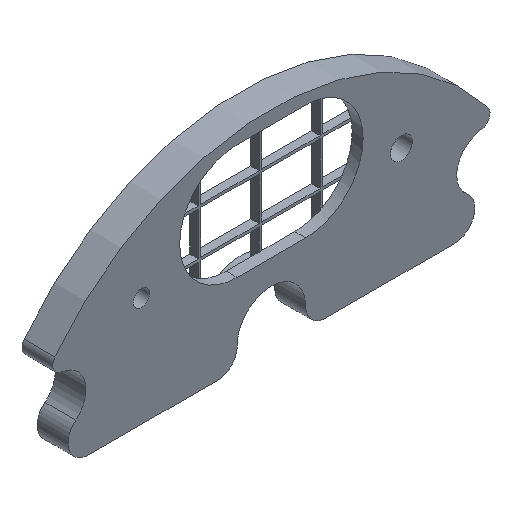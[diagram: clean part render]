
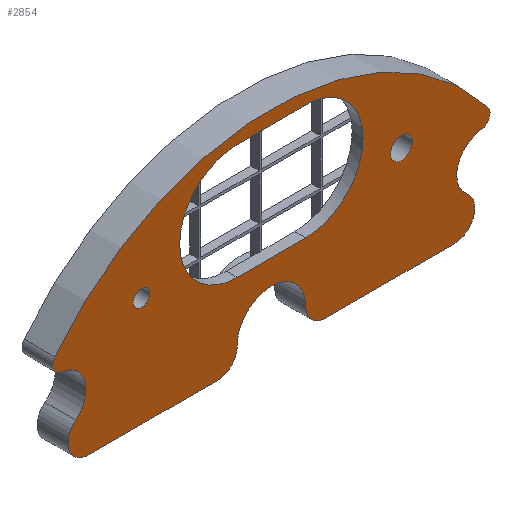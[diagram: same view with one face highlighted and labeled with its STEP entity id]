
A CAD part, isometric view. The second image highlights one B-rep face of the part: STEP entity #2854.
In plain terms, the highlighted planar face has unit normal (0, -1, 0).
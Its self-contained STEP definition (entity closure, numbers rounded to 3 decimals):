
#15=FACE_BOUND('',#239,.T.);
#16=FACE_BOUND('',#240,.T.);
#17=FACE_BOUND('',#241,.T.);
#100=FACE_OUTER_BOUND('',#238,.T.);
#238=EDGE_LOOP('',(#2069,#2070,#2071,#2072,#2073,#2074,#2075,#2076,#2077,
#2078,#2079,#2080));
#239=EDGE_LOOP('',(#2081));
#240=EDGE_LOOP('',(#2082));
#241=EDGE_LOOP('',(#2083,#2084,#2085,#2086));
#382=CIRCLE('',#3050,2.9);
#383=CIRCLE('',#3051,5.);
#384=CIRCLE('',#3052,2.9);
#385=CIRCLE('',#3053,3.);
#386=CIRCLE('',#3054,4.);
#387=CIRCLE('',#3055,1.5);
#388=CIRCLE('',#3056,39.9);
#389=CIRCLE('',#3057,1.5);
#390=CIRCLE('',#3058,4.);
#391=CIRCLE('',#3059,3.);
#392=CIRCLE('',#3060,1.2);
#393=CIRCLE('',#3061,1.6);
#394=CIRCLE('',#3062,8.4);
#395=CIRCLE('',#3063,8.4);
#583=LINE('',#4400,#906);
#584=LINE('',#4415,#907);
#585=LINE('',#4422,#908);
#586=LINE('',#4426,#909);
#906=VECTOR('',#3532,10.);
#907=VECTOR('',#3547,10.);
#908=VECTOR('',#3552,10.);
#909=VECTOR('',#3555,10.);
#1229=VERTEX_POINT('',#4392);
#1230=VERTEX_POINT('',#4393);
#1231=VERTEX_POINT('',#4395);
#1232=VERTEX_POINT('',#4397);
#1233=VERTEX_POINT('',#4399);
#1234=VERTEX_POINT('',#4401);
#1235=VERTEX_POINT('',#4403);
#1236=VERTEX_POINT('',#4405);
#1237=VERTEX_POINT('',#4407);
#1238=VERTEX_POINT('',#4409);
#1239=VERTEX_POINT('',#4411);
#1240=VERTEX_POINT('',#4413);
#1241=VERTEX_POINT('',#4416);
#1242=VERTEX_POINT('',#4418);
#1243=VERTEX_POINT('',#4420);
#1244=VERTEX_POINT('',#4421);
#1245=VERTEX_POINT('',#4423);
#1246=VERTEX_POINT('',#4425);
#1556=EDGE_CURVE('',#1229,#1230,#382,.T.);
#1557=EDGE_CURVE('',#1229,#1231,#383,.T.);
#1558=EDGE_CURVE('',#1232,#1231,#384,.T.);
#1559=EDGE_CURVE('',#1232,#1233,#583,.T.);
#1560=EDGE_CURVE('',#1234,#1233,#385,.T.);
#1561=EDGE_CURVE('',#1234,#1235,#386,.T.);
#1562=EDGE_CURVE('',#1236,#1235,#387,.T.);
#1563=EDGE_CURVE('',#1237,#1236,#388,.T.);
#1564=EDGE_CURVE('',#1238,#1237,#389,.T.);
#1565=EDGE_CURVE('',#1238,#1239,#390,.T.);
#1566=EDGE_CURVE('',#1240,#1239,#391,.T.);
#1567=EDGE_CURVE('',#1230,#1240,#584,.T.);
#1568=EDGE_CURVE('',#1241,#1241,#392,.T.);
#1569=EDGE_CURVE('',#1242,#1242,#393,.T.);
#1570=EDGE_CURVE('',#1243,#1244,#585,.T.);
#1571=EDGE_CURVE('',#1244,#1245,#394,.T.);
#1572=EDGE_CURVE('',#1245,#1246,#586,.T.);
#1573=EDGE_CURVE('',#1246,#1243,#395,.T.);
#2069=ORIENTED_EDGE('',*,*,#1556,.F.);
#2070=ORIENTED_EDGE('',*,*,#1557,.T.);
#2071=ORIENTED_EDGE('',*,*,#1558,.F.);
#2072=ORIENTED_EDGE('',*,*,#1559,.T.);
#2073=ORIENTED_EDGE('',*,*,#1560,.F.);
#2074=ORIENTED_EDGE('',*,*,#1561,.T.);
#2075=ORIENTED_EDGE('',*,*,#1562,.F.);
#2076=ORIENTED_EDGE('',*,*,#1563,.F.);
#2077=ORIENTED_EDGE('',*,*,#1564,.F.);
#2078=ORIENTED_EDGE('',*,*,#1565,.T.);
#2079=ORIENTED_EDGE('',*,*,#1566,.F.);
#2080=ORIENTED_EDGE('',*,*,#1567,.F.);
#2081=ORIENTED_EDGE('',*,*,#1568,.T.);
#2082=ORIENTED_EDGE('',*,*,#1569,.T.);
#2083=ORIENTED_EDGE('',*,*,#1570,.T.);
#2084=ORIENTED_EDGE('',*,*,#1571,.T.);
#2085=ORIENTED_EDGE('',*,*,#1572,.T.);
#2086=ORIENTED_EDGE('',*,*,#1573,.T.);
#2737=PLANE('',#3049);
#2854=ADVANCED_FACE('',(#100,#15,#16,#17),#2737,.F.);
#3049=AXIS2_PLACEMENT_3D('',#4391,#3524,#3525);
#3050=AXIS2_PLACEMENT_3D('',#4394,#3526,#3527);
#3051=AXIS2_PLACEMENT_3D('',#4396,#3528,#3529);
#3052=AXIS2_PLACEMENT_3D('',#4398,#3530,#3531);
#3053=AXIS2_PLACEMENT_3D('',#4402,#3533,#3534);
#3054=AXIS2_PLACEMENT_3D('',#4404,#3535,#3536);
#3055=AXIS2_PLACEMENT_3D('',#4406,#3537,#3538);
#3056=AXIS2_PLACEMENT_3D('',#4408,#3539,#3540);
#3057=AXIS2_PLACEMENT_3D('',#4410,#3541,#3542);
#3058=AXIS2_PLACEMENT_3D('',#4412,#3543,#3544);
#3059=AXIS2_PLACEMENT_3D('',#4414,#3545,#3546);
#3060=AXIS2_PLACEMENT_3D('',#4417,#3548,#3549);
#3061=AXIS2_PLACEMENT_3D('',#4419,#3550,#3551);
#3062=AXIS2_PLACEMENT_3D('',#4424,#3553,#3554);
#3063=AXIS2_PLACEMENT_3D('',#4427,#3556,#3557);
#3524=DIRECTION('center_axis',(0.,1.,0.));
#3525=DIRECTION('ref_axis',(1.,0.,0.));
#3526=DIRECTION('center_axis',(0.,1.,0.));
#3527=DIRECTION('ref_axis',(1.,0.,0.013));
#3528=DIRECTION('center_axis',(0.,1.,0.));
#3529=DIRECTION('ref_axis',(-1.,0.,-0.013));
#3530=DIRECTION('center_axis',(0.,1.,0.));
#3531=DIRECTION('ref_axis',(0.,0.,-1.));
#3532=DIRECTION('',(1.,0.,0.));
#3533=DIRECTION('center_axis',(0.,1.,0.));
#3534=DIRECTION('ref_axis',(0.624,0.,0.782));
#3535=DIRECTION('center_axis',(0.,1.,0.));
#3536=DIRECTION('ref_axis',(-0.624,0.,-0.782));
#3537=DIRECTION('center_axis',(0.,1.,0.));
#3538=DIRECTION('ref_axis',(0.793,0.,0.61));
#3539=DIRECTION('center_axis',(0.,1.,0.));
#3540=DIRECTION('ref_axis',(-0.793,0.,0.61));
#3541=DIRECTION('center_axis',(0.,1.,0.));
#3542=DIRECTION('ref_axis',(-0.119,0.,-0.993));
#3543=DIRECTION('center_axis',(0.,1.,0.));
#3544=DIRECTION('ref_axis',(0.119,0.,0.993));
#3545=DIRECTION('center_axis',(0.,1.,0.));
#3546=DIRECTION('ref_axis',(0.,0.,-1.));
#3547=DIRECTION('',(-1.,0.,0.));
#3548=DIRECTION('center_axis',(0.,1.,0.));
#3549=DIRECTION('ref_axis',(1.,0.,0.));
#3550=DIRECTION('center_axis',(0.,1.,0.));
#3551=DIRECTION('ref_axis',(1.,0.,0.));
#3552=DIRECTION('',(-1.,0.,0.));
#3553=DIRECTION('center_axis',(0.,1.,0.));
#3554=DIRECTION('ref_axis',(0.,0.,-1.));
#3555=DIRECTION('',(1.,0.,0.));
#3556=DIRECTION('center_axis',(0.,1.,0.));
#3557=DIRECTION('ref_axis',(0.,0.,1.));
#4391=CARTESIAN_POINT('Origin',(0.,0.,-4.789));
#4392=CARTESIAN_POINT('',(-5.,0.,-17.063));
#4393=CARTESIAN_POINT('',(-7.899,0.,-20.));
#4394=CARTESIAN_POINT('Origin',(-7.899,0.,-17.1));
#4395=CARTESIAN_POINT('',(5.,0.,-17.063));
#4396=CARTESIAN_POINT('Origin',(0.,0.,-17.));
#4397=CARTESIAN_POINT('',(7.899,0.,-20.));
#4398=CARTESIAN_POINT('Origin',(7.899,0.,-17.1));
#4399=CARTESIAN_POINT('',(26.724,0.,-20.));
#4400=CARTESIAN_POINT('',(7.899,0.,-20.));
#4401=CARTESIAN_POINT('',(28.595,0.,-14.655));
#4402=CARTESIAN_POINT('Origin',(26.724,0.,-17.));
#4403=CARTESIAN_POINT('',(30.616,0.,-7.557));
#4404=CARTESIAN_POINT('Origin',(31.09,0.,-11.529));
#4405=CARTESIAN_POINT('',(31.627,0.,-5.153));
#4406=CARTESIAN_POINT('Origin',(30.438,0.,-6.068));
#4407=CARTESIAN_POINT('',(-31.627,0.,-5.153));
#4408=CARTESIAN_POINT('Origin',(0.,0.,-29.479));
#4409=CARTESIAN_POINT('',(-30.616,0.,-7.557));
#4410=CARTESIAN_POINT('Origin',(-30.438,0.,-6.068));
#4411=CARTESIAN_POINT('',(-28.595,0.,-14.655));
#4412=CARTESIAN_POINT('Origin',(-31.09,0.,-11.529));
#4413=CARTESIAN_POINT('',(-26.724,0.,-20.));
#4414=CARTESIAN_POINT('Origin',(-26.724,0.,-17.));
#4415=CARTESIAN_POINT('',(-7.899,0.,-20.));
#4416=CARTESIAN_POINT('',(-20.2,0.,-4.));
#4417=CARTESIAN_POINT('Origin',(-19.,0.,-4.));
#4418=CARTESIAN_POINT('',(17.4,0.,-4.));
#4419=CARTESIAN_POINT('Origin',(19.,0.,-4.));
#4420=CARTESIAN_POINT('',(5.,0.,-8.4));
#4421=CARTESIAN_POINT('',(-5.,0.,-8.4));
#4422=CARTESIAN_POINT('',(2.5,0.,-8.4));
#4423=CARTESIAN_POINT('',(-5.,0.,8.4));
#4424=CARTESIAN_POINT('Origin',(-5.,0.,0.));
#4425=CARTESIAN_POINT('',(5.,0.,8.4));
#4426=CARTESIAN_POINT('',(-2.5,0.,8.4));
#4427=CARTESIAN_POINT('Origin',(5.,0.,0.));
